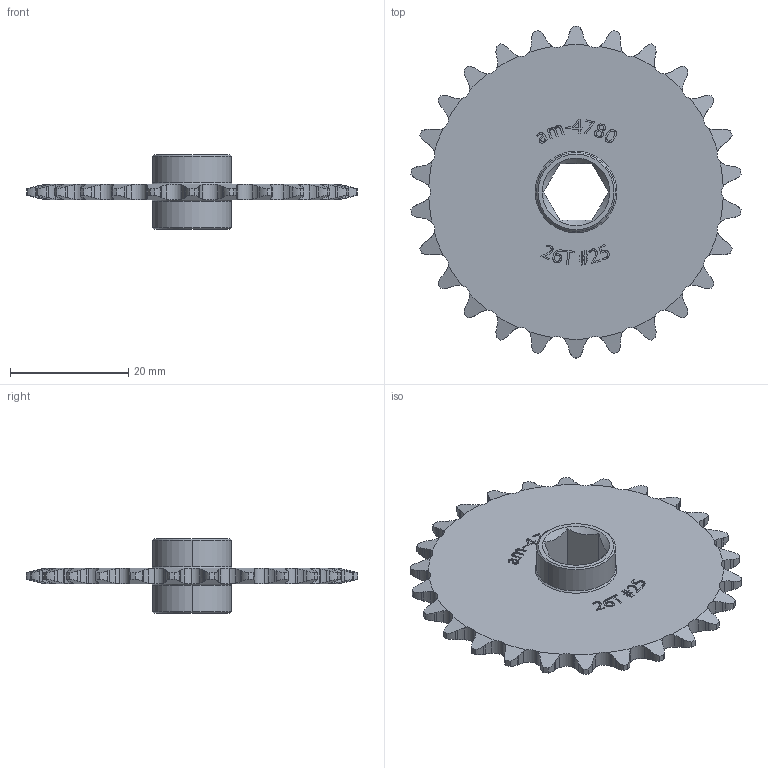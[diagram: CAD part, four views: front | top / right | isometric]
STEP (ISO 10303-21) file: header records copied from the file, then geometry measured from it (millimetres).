
FILE_DESCRIPTION (( 'STEP AP203' ), '1' );
FILE_NAME ('am-4780 26T 25 Chain 375in Hex Symmetrical.STEP', '2022-08-02T13:23:39', ( '' ), ( '' ), 'SwSTEP 2.0', 'SolidWorks 2022', '' );
FILE_SCHEMA (( 'CONFIG_CONTROL_DESIGN' ));
Length unit declared in the file: inch
Products named in the file (1): am-4780 26T 25 Chain 375in Hex Symmetrical
Bounding box: 55.87 x 56.19 x 12.57 mm (x, y, z)
Volume: 5968.6 mm3; surface area: 5457.7 mm2
Topology: 1 solids, 1 shells, 524 faces, 1488 edges, 988 vertices
Faces by surface type: plane 202, cylinder 173, bspline 85, cone 64
Entity records: 21667 total; most frequent: CARTESIAN_POINT 9246, ORIENTED_EDGE 2976, DIRECTION 1940, EDGE_CURVE 1488, VERTEX_POINT 988, LINE 688, VECTOR 688, AXIS2_PLACEMENT_3D 626
